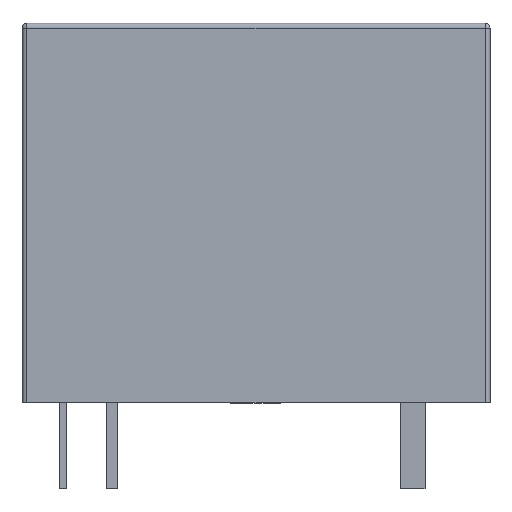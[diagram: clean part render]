
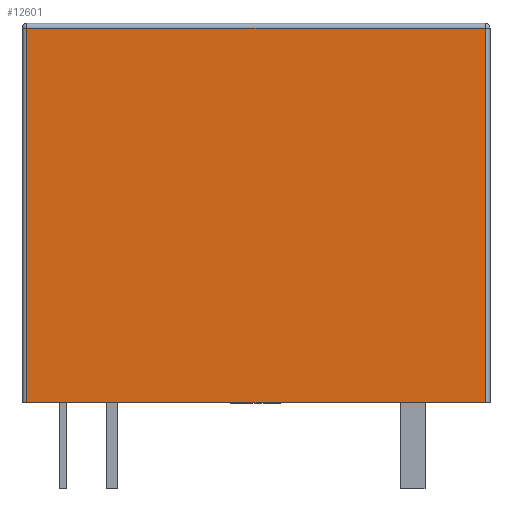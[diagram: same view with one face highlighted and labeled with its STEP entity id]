
A CAD part, front view. The second image highlights one B-rep face of the part: STEP entity #12601.
In plain terms, the highlighted planar face has unit normal (0, -1, 0).
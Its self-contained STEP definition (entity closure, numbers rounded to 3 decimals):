
#336 = VECTOR ( 'NONE', #6822, 1000. ) ;
#345 = LINE ( 'NONE', #6584, #8075 ) ;
#363 = ORIENTED_EDGE ( 'NONE', *, *, #14609, .T. ) ;
#370 = PLANE ( 'NONE',  #13156 ) ;
#598 = LINE ( 'NONE', #9318, #336 ) ;
#866 = VERTEX_POINT ( 'NONE', #2689 ) ;
#881 = VERTEX_POINT ( 'NONE', #7591 ) ;
#921 = EDGE_CURVE ( 'NONE', #881, #866, #12504, .T. ) ;
#1581 = DIRECTION ( 'NONE',  ( 0., 0., 1. ) ) ;
#1913 = DIRECTION ( 'NONE',  ( 0., 1., 0. ) ) ;
#2082 = VECTOR ( 'NONE', #5086, 1000. ) ;
#2387 = VERTEX_POINT ( 'NONE', #8082 ) ;
#2689 = CARTESIAN_POINT ( 'NONE',  ( 9.3, -7.75, 0. ) ) ;
#2967 = FACE_OUTER_BOUND ( 'NONE', #14095, .T. ) ;
#3129 = CARTESIAN_POINT ( 'NONE',  ( -9.5, -7.75, 15.4 ) ) ;
#3514 = EDGE_CURVE ( 'NONE', #2387, #881, #12462, .T. ) ;
#3871 = ORIENTED_EDGE ( 'NONE', *, *, #3514, .T. ) ;
#5086 = DIRECTION ( 'NONE',  ( 0., 0., -1. ) ) ;
#5452 = DIRECTION ( 'NONE',  ( 1., 0., 0. ) ) ;
#6307 = CARTESIAN_POINT ( 'NONE',  ( -9.3, -7.75, 15.4 ) ) ;
#6584 = CARTESIAN_POINT ( 'NONE',  ( -9.5, -7.75, 15.2 ) ) ;
#6822 = DIRECTION ( 'NONE',  ( 0., 0., 1. ) ) ;
#7202 = CARTESIAN_POINT ( 'NONE',  ( 9.3, -7.75, 15.2 ) ) ;
#7591 = CARTESIAN_POINT ( 'NONE',  ( -9.3, -7.75, 0. ) ) ;
#8075 = VECTOR ( 'NONE', #15256, 1000. ) ;
#8082 = CARTESIAN_POINT ( 'NONE',  ( -9.3, -7.75, 15.2 ) ) ;
#9318 = CARTESIAN_POINT ( 'NONE',  ( 9.3, -7.75, 15.4 ) ) ;
#11632 = ORIENTED_EDGE ( 'NONE', *, *, #13725, .T. ) ;
#12048 = VECTOR ( 'NONE', #5452, 1000. ) ;
#12462 = LINE ( 'NONE', #6307, #2082 ) ;
#12504 = LINE ( 'NONE', #15340, #12048 ) ;
#12601 = ADVANCED_FACE ( 'NONE', ( #2967 ), #370, .F. ) ;
#13156 = AXIS2_PLACEMENT_3D ( 'NONE', #3129, #1913, #1581 ) ;
#13198 = ORIENTED_EDGE ( 'NONE', *, *, #921, .T. ) ;
#13725 = EDGE_CURVE ( 'NONE', #866, #14771, #598, .T. ) ;
#14095 = EDGE_LOOP ( 'NONE', ( #13198, #11632, #363, #3871 ) ) ;
#14609 = EDGE_CURVE ( 'NONE', #14771, #2387, #345, .T. ) ;
#14771 = VERTEX_POINT ( 'NONE', #7202 ) ;
#15256 = DIRECTION ( 'NONE',  ( -1., 0., 0. ) ) ;
#15340 = CARTESIAN_POINT ( 'NONE',  ( -9.5, -7.75, 0. ) ) ;
